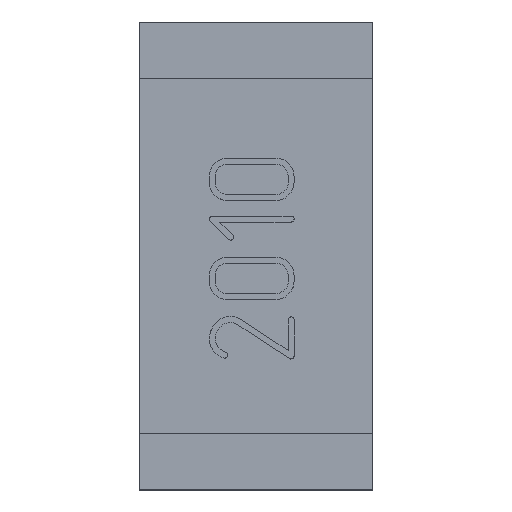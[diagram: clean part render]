
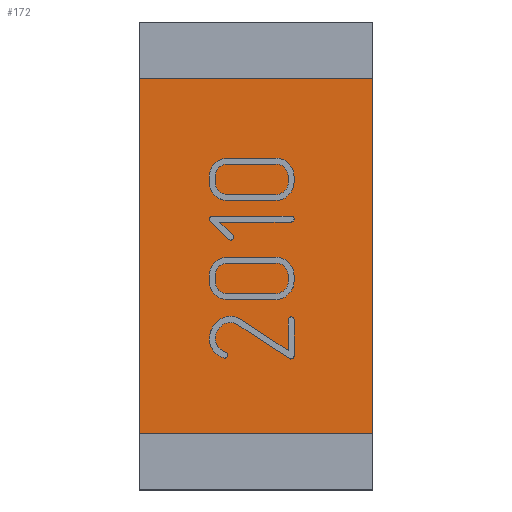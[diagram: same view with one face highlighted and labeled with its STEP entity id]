
A CAD part, top view. The second image highlights one B-rep face of the part: STEP entity #172.
In plain terms, the highlighted planar face has unit normal (0, 0, 1).
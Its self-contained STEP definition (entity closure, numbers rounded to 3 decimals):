
#172=ADVANCED_FACE('',(#496),#498,.T.);
#496=FACE_BOUND('',#497,.T.);
#497=EDGE_LOOP('',(#1307,#1308,#1309,#1310));
#498=PLANE('',#499);
#499=AXIS2_PLACEMENT_3D('',#500,#501,#502);
#500=CARTESIAN_POINT('',(-1.25,-1.9,0.51));
#501=DIRECTION('',(0.,0.,1.));
#502=DIRECTION('',(1.,0.,0.));
#1307=ORIENTED_EDGE('',*,*,#2149,.F.);
#1308=ORIENTED_EDGE('',*,*,#2139,.F.);
#1309=ORIENTED_EDGE('',*,*,#2143,.F.);
#1310=ORIENTED_EDGE('',*,*,#2135,.F.);
#2135=EDGE_CURVE('',#2518,#2519,#2520,.F.);
#2139=EDGE_CURVE('',#2526,#2527,#2528,.F.);
#2143=EDGE_CURVE('',#2519,#2526,#2534,.T.);
#2149=EDGE_CURVE('',#2527,#2518,#2544,.T.);
#2518=VERTEX_POINT('',#3199);
#2519=VERTEX_POINT('',#3200);
#2520=LINE('',#3201,#3202);
#2526=VERTEX_POINT('',#3215);
#2527=VERTEX_POINT('',#3216);
#2528=LINE('',#3217,#3218);
#2534=LINE('',#3231,#3232);
#2544=LINE('',#3253,#3254);
#3199=CARTESIAN_POINT('',(1.25,-1.9,0.51));
#3200=CARTESIAN_POINT('',(-1.25,-1.9,0.51));
#3201=CARTESIAN_POINT('',(-1.25,-1.9,0.51));
#3202=VECTOR('',#3203,1.);
#3203=DIRECTION('',(1.,0.,0.));
#3215=CARTESIAN_POINT('',(-1.25,1.9,0.51));
#3216=CARTESIAN_POINT('',(1.25,1.9,0.51));
#3217=CARTESIAN_POINT('',(1.25,1.9,0.51));
#3218=VECTOR('',#3219,1.);
#3219=DIRECTION('',(-1.,0.,0.));
#3231=CARTESIAN_POINT('',(-1.25,-1.9,0.51));
#3232=VECTOR('',#3233,1.);
#3233=DIRECTION('',(0.,1.,0.));
#3253=CARTESIAN_POINT('',(1.25,1.9,0.51));
#3254=VECTOR('',#3255,1.);
#3255=DIRECTION('',(0.,-1.,0.));
